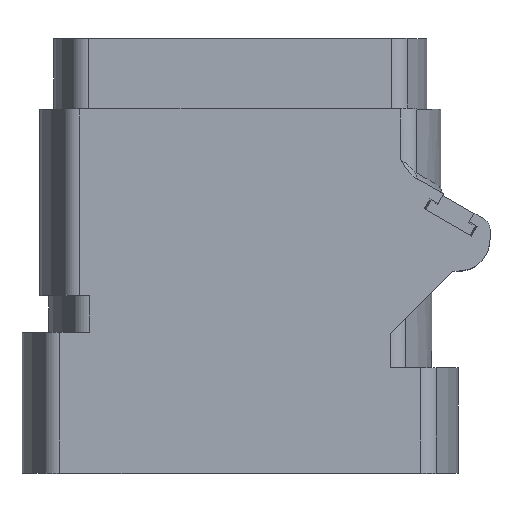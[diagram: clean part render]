
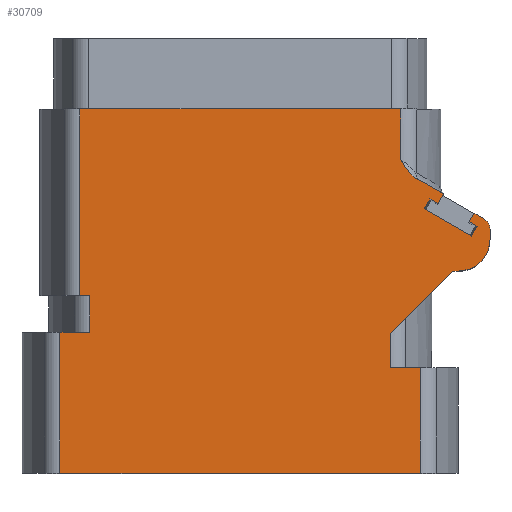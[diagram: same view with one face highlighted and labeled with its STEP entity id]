
A CAD part, top view. The second image highlights one B-rep face of the part: STEP entity #30709.
In plain terms, the highlighted planar face has unit normal (0, 0, 1).
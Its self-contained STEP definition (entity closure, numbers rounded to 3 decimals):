
#10=DIRECTION('',(1.,0.,0.));
#11=VECTOR('',#10,20.49);
#12=CARTESIAN_POINT('',(-10.245,0.,6.));
#13=LINE('',#12,#11);
#147=DIRECTION('',(-0.866,0.5,0.));
#148=VECTOR('',#147,0.679);
#149=CARTESIAN_POINT('',(13.875,14.437,6.));
#150=LINE('',#149,#148);
#159=DIRECTION('',(0.866,-0.5,0.));
#160=VECTOR('',#159,0.525);
#161=CARTESIAN_POINT('',(10.782,15.588,6.));
#162=LINE('',#161,#160);
#163=DIRECTION('',(0.866,-0.5,0.));
#164=VECTOR('',#163,0.525);
#165=CARTESIAN_POINT('',(13.012,14.3,6.));
#166=LINE('',#165,#164);
#167=DIRECTION('',(-0.5,-0.866,0.));
#168=VECTOR('',#167,0.55);
#169=CARTESIAN_POINT('',(13.287,14.777,6.));
#170=LINE('',#169,#168);
#171=CARTESIAN_POINT('',(13.55,13.874,6.));
#172=DIRECTION('',(0.,0.,-1.));
#173=DIRECTION('',(0.5,0.866,0.));
#174=AXIS2_PLACEMENT_3D('',#171,#172,#173);
#176=DIRECTION('',(0.,-1.,0.));
#177=VECTOR('',#176,0.585);
#178=CARTESIAN_POINT('',(14.2,13.874,6.));
#179=LINE('',#178,#177);
#180=CARTESIAN_POINT('',(12.4,13.289,6.));
#181=DIRECTION('',(0.,0.,1.));
#182=DIRECTION('',(0.,-1.,0.));
#183=AXIS2_PLACEMENT_3D('',#180,#181,#182);
#185=DIRECTION('',(-1.,0.,0.));
#186=VECTOR('',#185,0.316);
#187=CARTESIAN_POINT('',(12.4,11.489,6.));
#188=LINE('',#187,#186);
#189=DIRECTION('',(1.,0.,0.));
#190=VECTOR('',#189,18.238);
#191=CARTESIAN_POINT('',(-9.119,20.7,6.));
#192=LINE('',#191,#190);
#193=DIRECTION('',(0.5,0.866,0.));
#194=VECTOR('',#193,0.63);
#195=CARTESIAN_POINT('',(11.236,15.325,6.));
#196=LINE('',#195,#194);
#245=DIRECTION('',(-0.5,-0.866,0.));
#246=VECTOR('',#245,0.65);
#247=CARTESIAN_POINT('',(13.466,14.038,6.));
#248=LINE('',#247,#246);
#249=DIRECTION('',(-0.866,0.5,0.));
#250=VECTOR('',#249,3.1);
#251=CARTESIAN_POINT('',(13.141,13.475,6.));
#252=LINE('',#251,#250);
#265=DIRECTION('',(0.5,0.866,0.));
#266=VECTOR('',#265,0.65);
#267=CARTESIAN_POINT('',(10.457,15.025,6.));
#268=LINE('',#267,#266);
#277=DIRECTION('',(-0.866,0.5,0.));
#278=VECTOR('',#277,1.806);
#279=CARTESIAN_POINT('',(11.552,15.871,6.));
#280=LINE('',#279,#278);
#307=CARTESIAN_POINT('',(9.119,17.853,6.));
#323=CARTESIAN_POINT('',(9.987,16.774,6.));
#325=CARTESIAN_POINT('',(9.987,16.775,6.));
#326=CARTESIAN_POINT('',(9.975,16.782,6.));
#327=CARTESIAN_POINT('',(9.95,16.797,6.));
#328=CARTESIAN_POINT('',(9.911,16.822,6.));
#329=CARTESIAN_POINT('',(9.871,16.851,6.));
#330=CARTESIAN_POINT('',(9.83,16.883,6.));
#331=CARTESIAN_POINT('',(9.789,16.918,6.));
#332=CARTESIAN_POINT('',(9.748,16.956,6.));
#333=CARTESIAN_POINT('',(9.705,16.999,6.));
#334=CARTESIAN_POINT('',(9.658,17.048,6.));
#335=CARTESIAN_POINT('',(9.608,17.105,6.));
#336=CARTESIAN_POINT('',(9.554,17.171,6.));
#337=CARTESIAN_POINT('',(9.499,17.244,6.));
#338=CARTESIAN_POINT('',(9.445,17.321,6.));
#339=CARTESIAN_POINT('',(9.393,17.399,6.));
#340=CARTESIAN_POINT('',(9.342,17.477,6.));
#341=CARTESIAN_POINT('',(9.295,17.554,6.));
#342=CARTESIAN_POINT('',(9.25,17.629,6.));
#343=CARTESIAN_POINT('',(9.206,17.703,6.));
#344=CARTESIAN_POINT('',(9.163,17.777,6.));
#345=CARTESIAN_POINT('',(9.134,17.828,6.));
#346=CARTESIAN_POINT('',(9.119,17.853,6.));
#348=DIRECTION('',(0.,-1.,0.));
#349=VECTOR('',#348,2.847);
#350=CARTESIAN_POINT('',(9.119,20.7,6.));
#351=LINE('',#350,#349);
#409=DIRECTION('',(0.,-1.,0.));
#410=VECTOR('',#409,10.6);
#411=CARTESIAN_POINT('',(-9.119,20.7,6.));
#412=LINE('',#411,#410);
#427=DIRECTION('',(1.,0.,0.));
#428=VECTOR('',#427,0.575);
#429=CARTESIAN_POINT('',(-9.119,10.1,6.));
#430=LINE('',#429,#428);
#445=DIRECTION('',(0.,-1.,0.));
#446=VECTOR('',#445,2.1);
#447=CARTESIAN_POINT('',(-8.545,10.1,6.));
#448=LINE('',#447,#446);
#468=DIRECTION('',(-1.,0.,0.));
#469=VECTOR('',#468,1.7);
#470=CARTESIAN_POINT('',(-8.545,8.,6.));
#471=LINE('',#470,#469);
#499=DIRECTION('',(0.,-1.,0.));
#500=VECTOR('',#499,8.);
#501=CARTESIAN_POINT('',(-10.245,8.,6.));
#502=LINE('',#501,#500);
#25531=DIRECTION('',(0.707,0.707,0.));
#25532=VECTOR('',#25531,5.006);
#25533=CARTESIAN_POINT('',(8.545,7.95,6.));
#25534=LINE('',#25533,#25532);
#25577=DIRECTION('',(-1.,0.,0.));
#25578=VECTOR('',#25577,1.7);
#25579=CARTESIAN_POINT('',(10.245,6.,6.));
#25580=LINE('',#25579,#25578);
#25604=DIRECTION('',(0.,-1.,0.));
#25605=VECTOR('',#25604,1.95);
#25606=CARTESIAN_POINT('',(8.545,7.95,6.));
#25607=LINE('',#25606,#25605);
#25638=DIRECTION('',(0.,-1.,0.));
#25639=VECTOR('',#25638,6.);
#25640=CARTESIAN_POINT('',(10.245,6.,6.));
#25641=LINE('',#25640,#25639);
#25659=CARTESIAN_POINT('',(10.245,0.,6.));
#25660=VERTEX_POINT('',#25659);
#25661=CARTESIAN_POINT('',(10.245,6.,6.));
#25662=VERTEX_POINT('',#25661);
#25671=CARTESIAN_POINT('',(-10.245,8.,6.));
#25672=CARTESIAN_POINT('',(-10.245,0.,6.));
#25673=VERTEX_POINT('',#25671);
#25674=VERTEX_POINT('',#25672);
#25679=CARTESIAN_POINT('',(13.875,14.437,6.));
#25680=CARTESIAN_POINT('',(14.2,13.874,6.));
#25681=VERTEX_POINT('',#25679);
#25682=VERTEX_POINT('',#25680);
#25699=CARTESIAN_POINT('',(8.545,7.95,6.));
#25700=CARTESIAN_POINT('',(8.545,6.,6.));
#25701=VERTEX_POINT('',#25699);
#25702=VERTEX_POINT('',#25700);
#25705=CARTESIAN_POINT('',(12.084,11.489,6.));
#25706=VERTEX_POINT('',#25705);
#25711=CARTESIAN_POINT('',(9.119,20.7,6.));
#25713=VERTEX_POINT('',#25711);
#25723=CARTESIAN_POINT('',(-8.545,10.1,6.));
#25724=CARTESIAN_POINT('',(-8.545,8.,6.));
#25725=VERTEX_POINT('',#25723);
#25726=VERTEX_POINT('',#25724);
#25731=CARTESIAN_POINT('',(-9.119,20.7,6.));
#25732=CARTESIAN_POINT('',(-9.119,10.1,6.));
#25733=VERTEX_POINT('',#25731);
#25734=VERTEX_POINT('',#25732);
#25828=VERTEX_POINT('',#307);
#25830=VERTEX_POINT('',#323);
#25842=CARTESIAN_POINT('',(12.4,11.489,6.));
#25843=CARTESIAN_POINT('',(14.2,13.289,6.));
#25844=VERTEX_POINT('',#25842);
#25845=VERTEX_POINT('',#25843);
#25858=CARTESIAN_POINT('',(13.287,14.777,6.));
#25859=VERTEX_POINT('',#25858);
#25862=CARTESIAN_POINT('',(11.552,15.871,6.));
#25863=VERTEX_POINT('',#25862);
#25874=CARTESIAN_POINT('',(13.141,13.475,6.));
#25875=VERTEX_POINT('',#25874);
#25876=CARTESIAN_POINT('',(10.457,15.025,6.));
#25877=VERTEX_POINT('',#25876);
#25882=CARTESIAN_POINT('',(10.782,15.588,6.));
#25883=CARTESIAN_POINT('',(11.236,15.325,6.));
#25884=VERTEX_POINT('',#25882);
#25885=VERTEX_POINT('',#25883);
#25886=CARTESIAN_POINT('',(13.012,14.3,6.));
#25887=CARTESIAN_POINT('',(13.466,14.038,6.));
#25888=VERTEX_POINT('',#25886);
#25889=VERTEX_POINT('',#25887);
#30653=CARTESIAN_POINT('',(-10.852,0.,6.));
#30654=DIRECTION('',(0.,0.,1.));
#30655=DIRECTION('',(1.,0.,0.));
#30656=AXIS2_PLACEMENT_3D('',#30653,#30654,#30655);
#30657=PLANE('',#30656);
#30659=ORIENTED_EDGE('',*,*,#30658,.F.);
#30661=ORIENTED_EDGE('',*,*,#30660,.F.);
#30663=ORIENTED_EDGE('',*,*,#30662,.F.);
#30665=ORIENTED_EDGE('',*,*,#30664,.F.);
#30667=ORIENTED_EDGE('',*,*,#30666,.F.);
#30669=ORIENTED_EDGE('',*,*,#30668,.F.);
#30670=ORIENTED_EDGE('',*,*,#30628,.F.);
#30671=ORIENTED_EDGE('',*,*,#30644,.T.);
#30673=ORIENTED_EDGE('',*,*,#30672,.T.);
#30675=ORIENTED_EDGE('',*,*,#30674,.F.);
#30677=ORIENTED_EDGE('',*,*,#30676,.T.);
#30679=ORIENTED_EDGE('',*,*,#30678,.F.);
#30681=ORIENTED_EDGE('',*,*,#30680,.T.);
#30683=ORIENTED_EDGE('',*,*,#30682,.F.);
#30685=ORIENTED_EDGE('',*,*,#30684,.T.);
#30686=ORIENTED_EDGE('',*,*,#30433,.F.);
#30688=ORIENTED_EDGE('',*,*,#30687,.F.);
#30690=ORIENTED_EDGE('',*,*,#30689,.F.);
#30692=ORIENTED_EDGE('',*,*,#30691,.F.);
#30694=ORIENTED_EDGE('',*,*,#30693,.F.);
#30696=ORIENTED_EDGE('',*,*,#30695,.F.);
#30698=ORIENTED_EDGE('',*,*,#30697,.T.);
#30700=ORIENTED_EDGE('',*,*,#30699,.T.);
#30702=ORIENTED_EDGE('',*,*,#30701,.F.);
#30704=ORIENTED_EDGE('',*,*,#30703,.F.);
#30706=ORIENTED_EDGE('',*,*,#30705,.F.);
#30707=EDGE_LOOP('',(#30659,#30661,#30663,#30665,#30667,#30669,#30670,#30671,
#30673,#30675,#30677,#30679,#30681,#30683,#30685,#30686,#30688,#30690,#30692,
#30694,#30696,#30698,#30700,#30702,#30704,#30706));
#30708=FACE_OUTER_BOUND('',#30707,.F.);
#30709=ADVANCED_FACE('',(#30708),#30657,.T.);
#175=CIRCLE('',#174,0.65);
#184=CIRCLE('',#183,1.8);
#347=B_SPLINE_CURVE_WITH_KNOTS('',3,(#325,#326,#327,#328,#329,#330,#331,#332,
#333,#334,#335,#336,#337,#338,#339,#340,#341,#342,#343,#344,#345,#346),
.UNSPECIFIED.,.F.,.F.,(4,1,1,1,1,1,1,1,1,1,1,1,1,1,1,1,1,1,1,4),(0.,
0.053,0.105,0.158,0.211,
0.263,0.316,0.368,0.421,
0.474,0.526,0.579,0.632,
0.684,0.737,0.789,0.842,
0.895,0.947,1.),.UNSPECIFIED.);
#30433=EDGE_CURVE('',#25674,#25660,#13,.T.);
#30628=EDGE_CURVE('',#25681,#25859,#150,.T.);
#30644=EDGE_CURVE('',#25681,#25682,#175,.T.);
#30658=EDGE_CURVE('',#25884,#25885,#162,.T.);
#30660=EDGE_CURVE('',#25877,#25884,#268,.T.);
#30662=EDGE_CURVE('',#25875,#25877,#252,.T.);
#30664=EDGE_CURVE('',#25889,#25875,#248,.T.);
#30666=EDGE_CURVE('',#25888,#25889,#166,.T.);
#30668=EDGE_CURVE('',#25859,#25888,#170,.T.);
#30672=EDGE_CURVE('',#25682,#25845,#179,.T.);
#30674=EDGE_CURVE('',#25844,#25845,#184,.T.);
#30676=EDGE_CURVE('',#25844,#25706,#188,.T.);
#30678=EDGE_CURVE('',#25701,#25706,#25534,.T.);
#30680=EDGE_CURVE('',#25701,#25702,#25607,.T.);
#30682=EDGE_CURVE('',#25662,#25702,#25580,.T.);
#30684=EDGE_CURVE('',#25662,#25660,#25641,.T.);
#30687=EDGE_CURVE('',#25673,#25674,#502,.T.);
#30689=EDGE_CURVE('',#25726,#25673,#471,.T.);
#30691=EDGE_CURVE('',#25725,#25726,#448,.T.);
#30693=EDGE_CURVE('',#25734,#25725,#430,.T.);
#30695=EDGE_CURVE('',#25733,#25734,#412,.T.);
#30697=EDGE_CURVE('',#25733,#25713,#192,.T.);
#30699=EDGE_CURVE('',#25713,#25828,#351,.T.);
#30701=EDGE_CURVE('',#25830,#25828,#347,.T.);
#30703=EDGE_CURVE('',#25863,#25830,#280,.T.);
#30705=EDGE_CURVE('',#25885,#25863,#196,.T.);
